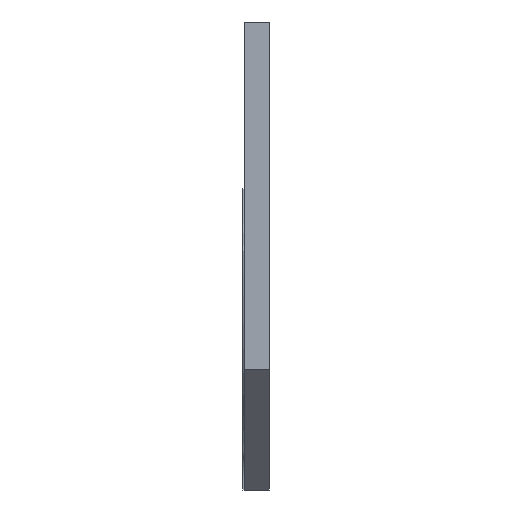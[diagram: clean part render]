
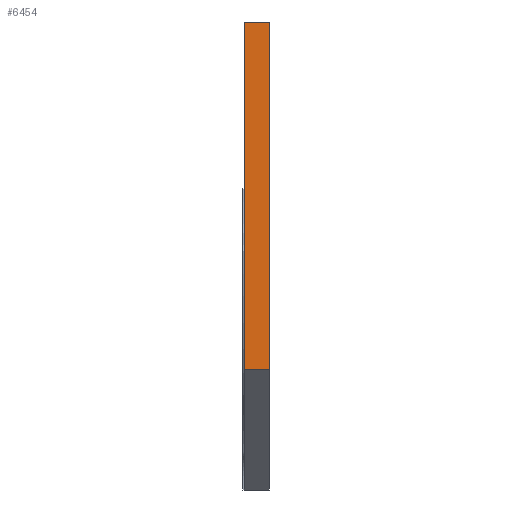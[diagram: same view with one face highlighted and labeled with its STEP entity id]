
A CAD part, front view. The second image highlights one B-rep face of the part: STEP entity #6454.
In plain terms, the highlighted planar face has unit normal (0, -1, 0).
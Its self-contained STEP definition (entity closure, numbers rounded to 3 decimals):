
#414 = VERTEX_POINT ( 'NONE', #7623 ) ;
#774 = DIRECTION ( 'NONE',  ( -1., 0., 0. ) ) ;
#928 = ORIENTED_EDGE ( 'NONE', *, *, #1235, .F. ) ;
#937 = LINE ( 'NONE', #4320, #2520 ) ;
#1235 = EDGE_CURVE ( 'NONE', #2675, #4635, #5137, .T. ) ;
#1294 = EDGE_CURVE ( 'NONE', #414, #5857, #4115, .T. ) ;
#1415 = VECTOR ( 'NONE', #774, 1000. ) ;
#2520 = VECTOR ( 'NONE', #4972, 1000. ) ;
#2675 = VERTEX_POINT ( 'NONE', #2908 ) ;
#2776 = LINE ( 'NONE', #2821, #1415 ) ;
#2821 = CARTESIAN_POINT ( 'NONE',  ( 8., -92.5, 490.478 ) ) ;
#2908 = CARTESIAN_POINT ( 'NONE',  ( 8., -92.5, 600.264 ) ) ;
#3425 = EDGE_CURVE ( 'NONE', #4635, #5857, #2776, .T. ) ;
#3518 = CARTESIAN_POINT ( 'NONE',  ( 8., -92.5, 490.478 ) ) ;
#3559 = PLANE ( 'NONE',  #7538 ) ;
#3577 = EDGE_CURVE ( 'NONE', #2675, #414, #937, .T. ) ;
#3762 = CARTESIAN_POINT ( 'NONE',  ( 0., -92.5, 490.478 ) ) ;
#3896 = ORIENTED_EDGE ( 'NONE', *, *, #1294, .T. ) ;
#4115 = LINE ( 'NONE', #4162, #4399 ) ;
#4123 = DIRECTION ( 'NONE',  ( 0., 0., 1. ) ) ;
#4162 = CARTESIAN_POINT ( 'NONE',  ( 0., -92.5, 490.478 ) ) ;
#4320 = CARTESIAN_POINT ( 'NONE',  ( 8., -92.5, 600.264 ) ) ;
#4399 = VECTOR ( 'NONE', #7340, 1000. ) ;
#4635 = VERTEX_POINT ( 'NONE', #8314 ) ;
#4861 = DIRECTION ( 'NONE',  ( 0., 1., 0. ) ) ;
#4972 = DIRECTION ( 'NONE',  ( -1., 0., 0. ) ) ;
#5137 = LINE ( 'NONE', #7855, #7754 ) ;
#5857 = VERTEX_POINT ( 'NONE', #3762 ) ;
#6212 = FACE_OUTER_BOUND ( 'NONE', #6998, .T. ) ;
#6454 = ADVANCED_FACE ( 'NONE', ( #6212 ), #3559, .F. ) ;
#6540 = DIRECTION ( 'NONE',  ( 0., 0., -1. ) ) ;
#6608 = ORIENTED_EDGE ( 'NONE', *, *, #3425, .F. ) ;
#6998 = EDGE_LOOP ( 'NONE', ( #3896, #6608, #928, #8447 ) ) ;
#7340 = DIRECTION ( 'NONE',  ( 0., 0., -1. ) ) ;
#7538 = AXIS2_PLACEMENT_3D ( 'NONE', #3518, #4861, #4123 ) ;
#7623 = CARTESIAN_POINT ( 'NONE',  ( 0., -92.5, 600.264 ) ) ;
#7754 = VECTOR ( 'NONE', #6540, 1000. ) ;
#7855 = CARTESIAN_POINT ( 'NONE',  ( 8., -92.5, 490.478 ) ) ;
#8314 = CARTESIAN_POINT ( 'NONE',  ( 8., -92.5, 490.478 ) ) ;
#8447 = ORIENTED_EDGE ( 'NONE', *, *, #3577, .T. ) ;
